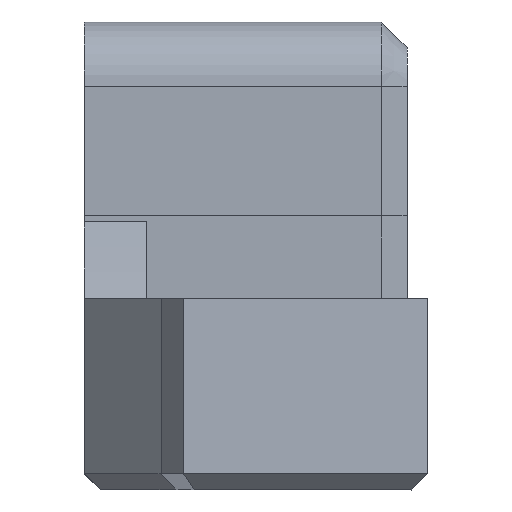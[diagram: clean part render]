
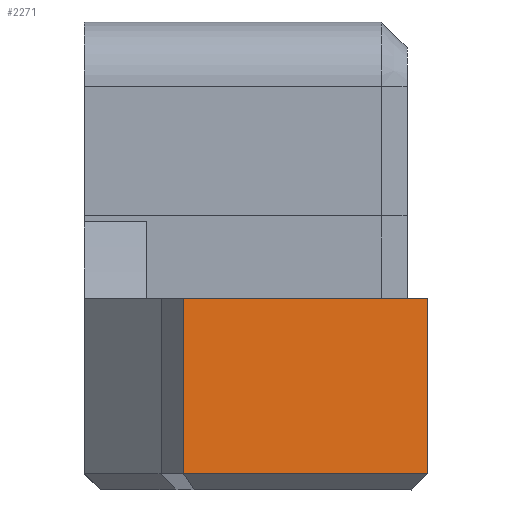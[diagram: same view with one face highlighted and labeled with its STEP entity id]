
A CAD part, left-side view. The second image highlights one B-rep face of the part: STEP entity #2271.
In plain terms, the highlighted planar face has unit normal (-0.73, -0.683, 0).
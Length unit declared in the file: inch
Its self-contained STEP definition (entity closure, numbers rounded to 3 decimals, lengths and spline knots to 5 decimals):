
#93=PLANE('',#2460);
#283=FACE_OUTER_BOUND('',#416,.T.);
#416=EDGE_LOOP('',(#1975,#1976,#1977,#1978));
#668=LINE('',#4291,#906);
#669=LINE('',#4293,#907);
#670=LINE('',#4295,#908);
#671=LINE('',#4296,#909);
#906=VECTOR('',#2983,39.37008);
#907=VECTOR('',#2984,39.37008);
#908=VECTOR('',#2985,39.37008);
#909=VECTOR('',#2986,39.37008);
#1135=VERTEX_POINT('',#4289);
#1136=VERTEX_POINT('',#4290);
#1137=VERTEX_POINT('',#4292);
#1138=VERTEX_POINT('',#4294);
#1434=EDGE_CURVE('',#1135,#1136,#668,.T.);
#1435=EDGE_CURVE('',#1135,#1137,#669,.T.);
#1436=EDGE_CURVE('',#1137,#1138,#670,.T.);
#1437=EDGE_CURVE('',#1136,#1138,#671,.T.);
#1975=ORIENTED_EDGE('',*,*,#1434,.F.);
#1976=ORIENTED_EDGE('',*,*,#1435,.T.);
#1977=ORIENTED_EDGE('',*,*,#1436,.T.);
#1978=ORIENTED_EDGE('',*,*,#1437,.F.);
#2271=ADVANCED_FACE('',(#283),#93,.T.);
#2460=AXIS2_PLACEMENT_3D('',#4288,#2981,#2982);
#2981=DIRECTION('center_axis',(-0.73,-0.684,0.));
#2982=DIRECTION('ref_axis',(0.684,-0.73,0.));
#2983=DIRECTION('',(0.,0.,1.));
#2984=DIRECTION('',(0.684,-0.73,0.));
#2985=DIRECTION('',(0.,0.,1.));
#2986=DIRECTION('',(0.684,-0.73,0.));
#4288=CARTESIAN_POINT('Origin',(-4.92154,1.62549,4.05299));
#4289=CARTESIAN_POINT('',(-4.91753,1.6212,2.40297));
#4290=CARTESIAN_POINT('',(-4.91753,1.6212,2.74197));
#4291=CARTESIAN_POINT('',(-4.91753,1.6212,4.05299));
#4292=CARTESIAN_POINT('',(-4.47442,1.148,2.40297));
#4293=CARTESIAN_POINT('',(-4.47442,1.148,2.40297));
#4294=CARTESIAN_POINT('',(-4.47442,1.148,2.74197));
#4295=CARTESIAN_POINT('',(-4.47442,1.148,1.09346));
#4296=CARTESIAN_POINT('',(-4.47442,1.148,2.74197));
